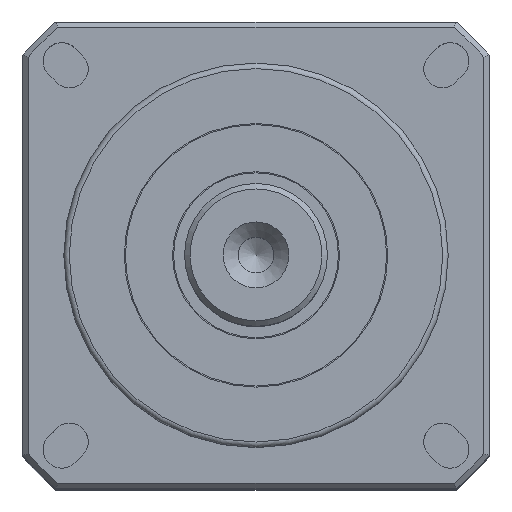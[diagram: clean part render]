
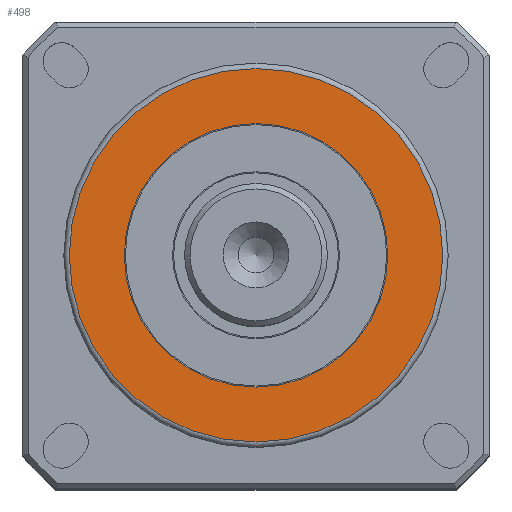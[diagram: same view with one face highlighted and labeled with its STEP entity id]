
A CAD part, top view. The second image highlights one B-rep face of the part: STEP entity #498.
In plain terms, the highlighted planar face has unit normal (0, 0, 1).
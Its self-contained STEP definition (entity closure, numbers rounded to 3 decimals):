
#498 = ADVANCED_FACE( 'NONE', ( #1059, #1060 ), #1061, .T. );
#1059 = FACE_OUTER_BOUND( '', #1621, .T. );
#1060 = FACE_BOUND( '', #1622, .T. );
#1061 = PLANE( '', #1623 );
#1621 = EDGE_LOOP( '', ( #2964 ) );
#1622 = EDGE_LOOP( '', ( #2965 ) );
#1623 = AXIS2_PLACEMENT_3D( '', #2966, #2967, #2968 );
#2964 = ORIENTED_EDGE( '', *, *, #3514, .F. );
#2965 = ORIENTED_EDGE( '', *, *, #3472, .T. );
#2966 = CARTESIAN_POINT( '', ( 0., -8.75, 68.25 ) );
#2967 = DIRECTION( '', ( 0., 0., 1. ) );
#2968 = DIRECTION( '', ( 1., 0., 0. ) );
#3472 = EDGE_CURVE( 'NONE', #4220, #4220, #4221, .T. );
#3514 = EDGE_CURVE( 'NONE', #4267, #4267, #4268, .T. );
#4220 = VERTEX_POINT( '', #5544 );
#4221 = CIRCLE( '', #5545, 12. );
#4267 = VERTEX_POINT( '', #5597 );
#4268 = CIRCLE( '', #5598, 17. );
#5544 = CARTESIAN_POINT( '', ( -12., 0., 68.25 ) );
#5545 = AXIS2_PLACEMENT_3D( '', #6206, #6207, #6208 );
#5597 = CARTESIAN_POINT( '', ( 0., 17., 68.25 ) );
#5598 = AXIS2_PLACEMENT_3D( '', #6239, #6240, #6241 );
#6206 = CARTESIAN_POINT( '', ( 0., 0., 68.25 ) );
#6207 = DIRECTION( '', ( 0., 0., -1. ) );
#6208 = DIRECTION( '', ( -1., 0., 0. ) );
#6239 = CARTESIAN_POINT( '', ( 0., 0., 68.25 ) );
#6240 = DIRECTION( '', ( 0., 0., -1. ) );
#6241 = DIRECTION( '', ( 0., 1., 0. ) );
